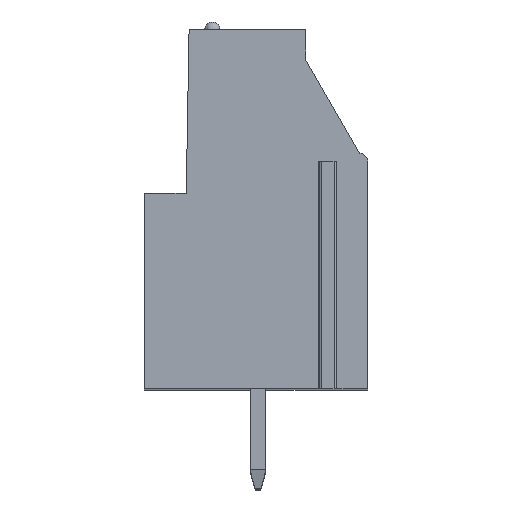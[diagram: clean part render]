
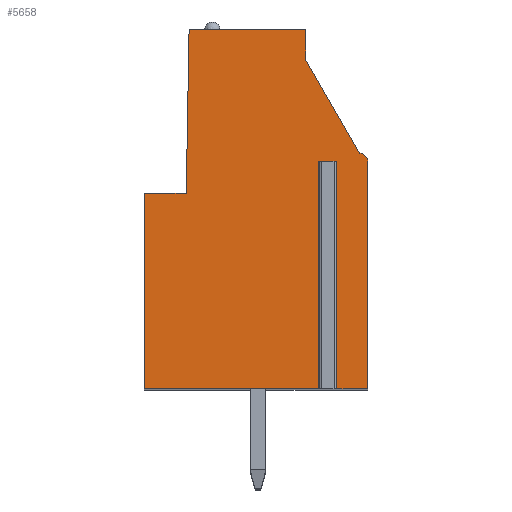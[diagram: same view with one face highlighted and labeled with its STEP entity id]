
A CAD part, top view. The second image highlights one B-rep face of the part: STEP entity #5658.
In plain terms, the highlighted planar face has unit normal (0, 0, 1).
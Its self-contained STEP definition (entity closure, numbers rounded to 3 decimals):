
#692=DIRECTION('',(1.,0.,0.));
#693=VECTOR('',#692,0.5);
#694=CARTESIAN_POINT('',(3.347,2.4,2.54));
#695=LINE('',#694,#693);
#696=DIRECTION('',(0.,1.,0.));
#697=VECTOR('',#696,11.4);
#698=CARTESIAN_POINT('',(3.347,-9.,2.54));
#699=LINE('',#698,#697);
#700=DIRECTION('',(1.,0.,0.));
#701=VECTOR('',#700,8.95);
#702=CARTESIAN_POINT('',(-5.603,-9.,2.54));
#703=LINE('',#702,#701);
#704=DIRECTION('',(0.,-1.,0.));
#705=VECTOR('',#704,9.8);
#706=CARTESIAN_POINT('',(-5.603,0.8,2.54));
#707=LINE('',#706,#705);
#708=DIRECTION('',(-1.,0.,0.));
#709=VECTOR('',#708,2.1);
#710=CARTESIAN_POINT('',(-3.503,0.8,2.54));
#711=LINE('',#710,#709);
#712=DIRECTION('',(-0.017,-1.,0.));
#713=VECTOR('',#712,8.201);
#714=CARTESIAN_POINT('',(-3.36,9.,2.54));
#715=LINE('',#714,#713);
#716=DIRECTION('',(-1.,0.,0.));
#717=VECTOR('',#716,5.86);
#718=CARTESIAN_POINT('',(2.5,9.,2.54));
#719=LINE('',#718,#717);
#720=DIRECTION('',(0.,1.,0.));
#721=VECTOR('',#720,1.523);
#722=CARTESIAN_POINT('',(2.5,7.477,2.54));
#723=LINE('',#722,#721);
#724=DIRECTION('',(-0.5,0.866,0.));
#725=VECTOR('',#724,5.394);
#726=CARTESIAN_POINT('',(5.197,2.805,2.54));
#727=LINE('',#726,#725);
#728=CARTESIAN_POINT('',(5.197,2.405,2.54));
#729=DIRECTION('',(0.,0.,1.));
#730=DIRECTION('',(1.,0.,0.));
#731=AXIS2_PLACEMENT_3D('',#728,#729,#730);
#733=DIRECTION('',(0.,1.,0.));
#734=VECTOR('',#733,11.405);
#735=CARTESIAN_POINT('',(5.597,-9.,2.54));
#736=LINE('',#735,#734);
#737=DIRECTION('',(1.,0.,0.));
#738=VECTOR('',#737,1.75);
#739=CARTESIAN_POINT('',(3.847,-9.,2.54));
#740=LINE('',#739,#738);
#741=DIRECTION('',(0.,1.,0.));
#742=VECTOR('',#741,11.4);
#743=CARTESIAN_POINT('',(3.847,-9.,2.54));
#744=LINE('',#743,#742);
#4021=CARTESIAN_POINT('',(5.597,-9.,2.54));
#4022=CARTESIAN_POINT('',(5.597,2.405,2.54));
#4023=VERTEX_POINT('',#4021);
#4024=VERTEX_POINT('',#4022);
#4025=CARTESIAN_POINT('',(5.197,2.805,2.54));
#4026=VERTEX_POINT('',#4025);
#4027=CARTESIAN_POINT('',(2.5,7.477,2.54));
#4028=VERTEX_POINT('',#4027);
#4029=CARTESIAN_POINT('',(2.5,9.,2.54));
#4030=VERTEX_POINT('',#4029);
#4031=CARTESIAN_POINT('',(-3.36,9.,2.54));
#4032=VERTEX_POINT('',#4031);
#4033=CARTESIAN_POINT('',(-3.503,0.8,2.54));
#4034=VERTEX_POINT('',#4033);
#4035=CARTESIAN_POINT('',(-5.603,0.8,2.54));
#4036=VERTEX_POINT('',#4035);
#4037=CARTESIAN_POINT('',(-5.603,-9.,2.54));
#4038=VERTEX_POINT('',#4037);
#4075=CARTESIAN_POINT('',(3.347,2.4,2.54));
#4076=CARTESIAN_POINT('',(3.847,2.4,2.54));
#4077=VERTEX_POINT('',#4075);
#4078=VERTEX_POINT('',#4076);
#4079=CARTESIAN_POINT('',(3.347,-9.,2.54));
#4080=VERTEX_POINT('',#4079);
#4081=CARTESIAN_POINT('',(3.847,-9.,2.54));
#4082=VERTEX_POINT('',#4081);
#5635=CARTESIAN_POINT('',(0.,0.,2.54));
#5636=DIRECTION('',(0.,0.,1.));
#5637=DIRECTION('',(1.,0.,0.));
#5638=AXIS2_PLACEMENT_3D('',#5635,#5636,#5637);
#5639=PLANE('',#5638);
#5641=ORIENTED_EDGE('',*,*,#5640,.F.);
#5643=ORIENTED_EDGE('',*,*,#5642,.F.);
#5644=ORIENTED_EDGE('',*,*,#5121,.F.);
#5645=ORIENTED_EDGE('',*,*,#5336,.F.);
#5646=ORIENTED_EDGE('',*,*,#5350,.F.);
#5647=ORIENTED_EDGE('',*,*,#5364,.F.);
#5648=ORIENTED_EDGE('',*,*,#5378,.F.);
#5649=ORIENTED_EDGE('',*,*,#5488,.F.);
#5650=ORIENTED_EDGE('',*,*,#5502,.F.);
#5651=ORIENTED_EDGE('',*,*,#5516,.F.);
#5652=ORIENTED_EDGE('',*,*,#5529,.F.);
#5653=ORIENTED_EDGE('',*,*,#5133,.F.);
#5655=ORIENTED_EDGE('',*,*,#5654,.T.);
#5656=EDGE_LOOP('',(#5641,#5643,#5644,#5645,#5646,#5647,#5648,#5649,#5650,#5651,
#5652,#5653,#5655));
#5657=FACE_OUTER_BOUND('',#5656,.F.);
#732=CIRCLE('',#731,0.4);
#5121=EDGE_CURVE('',#4038,#4080,#703,.T.);
#5133=EDGE_CURVE('',#4082,#4023,#740,.T.);
#5336=EDGE_CURVE('',#4036,#4038,#707,.T.);
#5350=EDGE_CURVE('',#4034,#4036,#711,.T.);
#5364=EDGE_CURVE('',#4032,#4034,#715,.T.);
#5378=EDGE_CURVE('',#4030,#4032,#719,.T.);
#5488=EDGE_CURVE('',#4028,#4030,#723,.T.);
#5502=EDGE_CURVE('',#4026,#4028,#727,.T.);
#5516=EDGE_CURVE('',#4024,#4026,#732,.T.);
#5529=EDGE_CURVE('',#4023,#4024,#736,.T.);
#5640=EDGE_CURVE('',#4077,#4078,#695,.T.);
#5642=EDGE_CURVE('',#4080,#4077,#699,.T.);
#5654=EDGE_CURVE('',#4082,#4078,#744,.T.);
#5658=ADVANCED_FACE('',(#5657),#5639,.T.);
